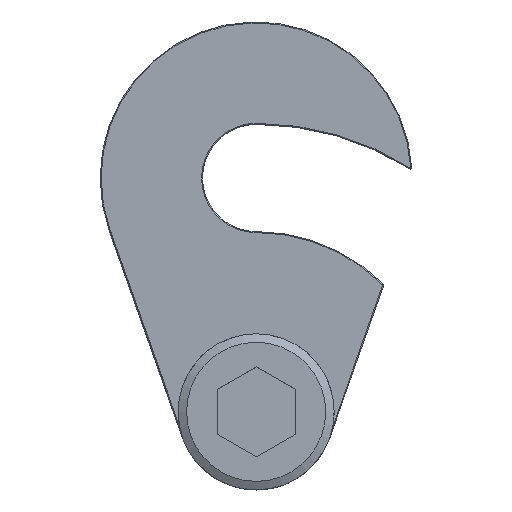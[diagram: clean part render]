
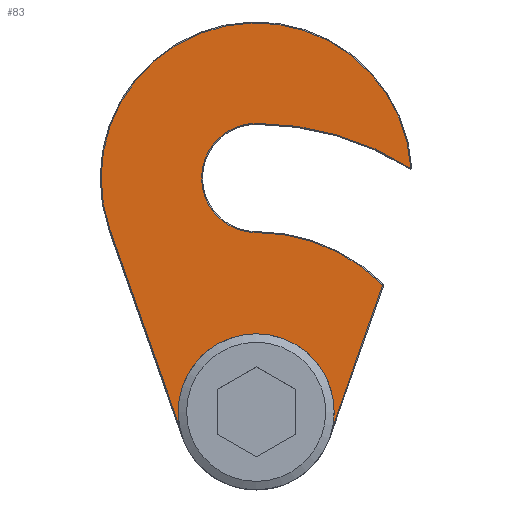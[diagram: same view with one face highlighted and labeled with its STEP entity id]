
A CAD part, top view. The second image highlights one B-rep face of the part: STEP entity #83.
In plain terms, the highlighted planar face has unit normal (0, 0, 1).
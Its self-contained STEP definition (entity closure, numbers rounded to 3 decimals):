
#83 = ADVANCED_FACE( '', ( #139 ), #140, .F. );
#139 = FACE_OUTER_BOUND( '', #231, .T. );
#140 = PLANE( '', #232 );
#231 = EDGE_LOOP( '', ( #361, #362, #363, #364, #365, #366, #367 ) );
#232 = AXIS2_PLACEMENT_3D( '', #368, #369, #370 );
#361 = ORIENTED_EDGE( '', *, *, #631, .F. );
#362 = ORIENTED_EDGE( '', *, *, #632, .T. );
#363 = ORIENTED_EDGE( '', *, *, #633, .T. );
#364 = ORIENTED_EDGE( '', *, *, #634, .T. );
#365 = ORIENTED_EDGE( '', *, *, #635, .T. );
#366 = ORIENTED_EDGE( '', *, *, #636, .T. );
#367 = ORIENTED_EDGE( '', *, *, #637, .T. );
#368 = CARTESIAN_POINT( '', ( 0., 24., 6. ) );
#369 = DIRECTION( '', ( 0., 0., -1. ) );
#370 = DIRECTION( '', ( -1., 0., 0. ) );
#631 = EDGE_CURVE( '', #741, #742, #743, .T. );
#632 = EDGE_CURVE( '', #741, #744, #745, .T. );
#633 = EDGE_CURVE( '', #744, #746, #747, .F. );
#634 = EDGE_CURVE( '', #746, #748, #749, .T. );
#635 = EDGE_CURVE( '', #748, #750, #751, .T. );
#636 = EDGE_CURVE( '', #750, #752, #753, .F. );
#637 = EDGE_CURVE( '', #752, #742, #754, .T. );
#741 = VERTEX_POINT( '', #895 );
#742 = VERTEX_POINT( '', #896 );
#743 = CIRCLE( '', #897, 8. );
#744 = VERTEX_POINT( '', #898 );
#745 = LINE( '', #899, #900 );
#746 = VERTEX_POINT( '', #901 );
#747 = CIRCLE( '', #902, 18.4 );
#748 = VERTEX_POINT( '', #903 );
#749 = CIRCLE( '', #904, 5.6 );
#750 = VERTEX_POINT( '', #905 );
#751 = CIRCLE( '', #906, 29.6 );
#752 = VERTEX_POINT( '', #907 );
#753 = CIRCLE( '', #908, 15.9 );
#754 = LINE( '', #909, #910 );
#895 = CARTESIAN_POINT( '', ( 7.869, -1.444, 6. ) );
#896 = CARTESIAN_POINT( '', ( -7.869, -1.444, 6. ) );
#897 = AXIS2_PLACEMENT_3D( '', #1070, #1071, #1072 );
#898 = CARTESIAN_POINT( '', ( 12.987, 13.034, 6. ) );
#899 = CARTESIAN_POINT( '', ( 13.008, 13.094, 6. ) );
#900 = VECTOR( '', #1073, 1000. );
#901 = CARTESIAN_POINT( '', ( 0., 18.4, 6. ) );
#902 = AXIS2_PLACEMENT_3D( '', #1074, #1075, #1076 );
#903 = CARTESIAN_POINT( '', ( 0., 29.6, 6. ) );
#904 = AXIS2_PLACEMENT_3D( '', #1077, #1078, #1079 );
#905 = CARTESIAN_POINT( '', ( 15.869, 24.986, 6. ) );
#906 = AXIS2_PLACEMENT_3D( '', #1080, #1081, #1082 );
#907 = CARTESIAN_POINT( '', ( -14.991, 18.7, 6. ) );
#908 = AXIS2_PLACEMENT_3D( '', #1083, #1084, #1085 );
#909 = CARTESIAN_POINT( '', ( -7.448, -2.633, 6. ) );
#910 = VECTOR( '', #1086, 1000. );
#1070 = CARTESIAN_POINT( '', ( 0., 0., 6. ) );
#1071 = DIRECTION( '', ( 0., 0., 1. ) );
#1072 = DIRECTION( '', ( 0.333, 0.943, 0. ) );
#1073 = DIRECTION( '', ( 0.333, 0.943, 0. ) );
#1074 = CARTESIAN_POINT( '', ( 0., 0., 6. ) );
#1075 = DIRECTION( '', ( 0., 0., -1. ) );
#1076 = DIRECTION( '', ( -1., 0., 0. ) );
#1077 = CARTESIAN_POINT( '', ( 0., 24., 6. ) );
#1078 = DIRECTION( '', ( 0., 0., -1. ) );
#1079 = DIRECTION( '', ( -1., 0., 0. ) );
#1080 = CARTESIAN_POINT( '', ( 0., 0., 6. ) );
#1081 = DIRECTION( '', ( 0., 0., -1. ) );
#1082 = DIRECTION( '', ( -1., 0., 0. ) );
#1083 = CARTESIAN_POINT( '', ( 0., 24., 6. ) );
#1084 = DIRECTION( '', ( 0., 0., -1. ) );
#1085 = DIRECTION( '', ( -1., 0., 0. ) );
#1086 = DIRECTION( '', ( 0.333, -0.943, 0. ) );
